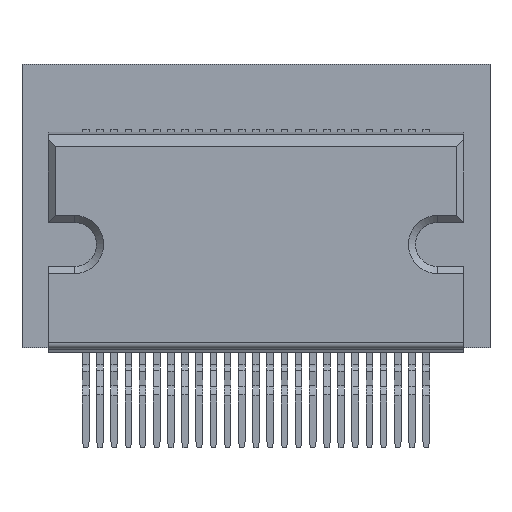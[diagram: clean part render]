
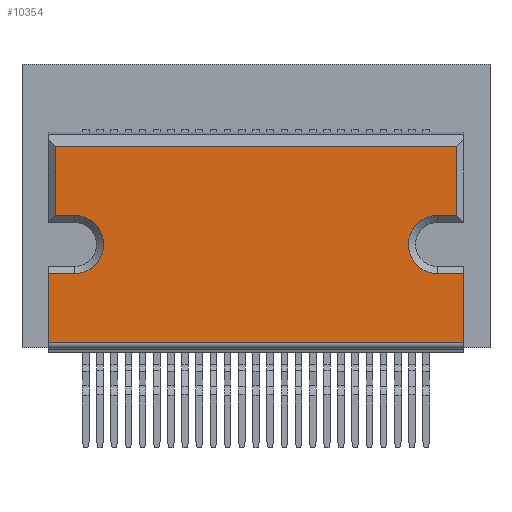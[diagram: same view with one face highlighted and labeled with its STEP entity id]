
A CAD part, front view. The second image highlights one B-rep face of the part: STEP entity #10354.
In plain terms, the highlighted planar face has unit normal (0, -1, 0).
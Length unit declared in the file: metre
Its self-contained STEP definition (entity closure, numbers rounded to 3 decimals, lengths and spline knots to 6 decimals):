
#317=CIRCLE('',#11272,0.00205);
#318=CIRCLE('',#11273,0.00205);
#1745=ORIENTED_EDGE('',*,*,#4195,.T.);
#1746=ORIENTED_EDGE('',*,*,#4219,.T.);
#1747=ORIENTED_EDGE('',*,*,#4220,.T.);
#1748=ORIENTED_EDGE('',*,*,#4221,.T.);
#1749=ORIENTED_EDGE('',*,*,#4222,.T.);
#1750=ORIENTED_EDGE('',*,*,#4223,.T.);
#1751=ORIENTED_EDGE('',*,*,#4224,.T.);
#1752=ORIENTED_EDGE('',*,*,#4225,.T.);
#1753=ORIENTED_EDGE('',*,*,#4226,.T.);
#1754=ORIENTED_EDGE('',*,*,#4227,.T.);
#1755=ORIENTED_EDGE('',*,*,#4201,.F.);
#1756=ORIENTED_EDGE('',*,*,#4228,.F.);
#4195=EDGE_CURVE('',#5528,#5527,#6569,.T.);
#4201=EDGE_CURVE('',#5532,#5533,#6573,.T.);
#4219=EDGE_CURVE('',#5527,#5547,#6587,.T.);
#4220=EDGE_CURVE('',#5547,#5548,#317,.F.);
#4221=EDGE_CURVE('',#5548,#5549,#6588,.T.);
#4222=EDGE_CURVE('',#5549,#5550,#6589,.T.);
#4223=EDGE_CURVE('',#5550,#5551,#6590,.T.);
#4224=EDGE_CURVE('',#5551,#5552,#6591,.T.);
#4225=EDGE_CURVE('',#5552,#5553,#6592,.T.);
#4226=EDGE_CURVE('',#5553,#5554,#318,.F.);
#4227=EDGE_CURVE('',#5554,#5533,#6593,.T.);
#4228=EDGE_CURVE('',#5528,#5532,#6594,.T.);
#5527=VERTEX_POINT('',#16137);
#5528=VERTEX_POINT('',#16139);
#5532=VERTEX_POINT('',#16150);
#5533=VERTEX_POINT('',#16151);
#5547=VERTEX_POINT('',#16185);
#5548=VERTEX_POINT('',#16187);
#5549=VERTEX_POINT('',#16189);
#5550=VERTEX_POINT('',#16191);
#5551=VERTEX_POINT('',#16193);
#5552=VERTEX_POINT('',#16195);
#5553=VERTEX_POINT('',#16197);
#5554=VERTEX_POINT('',#16199);
#6569=LINE('',#16138,#7809);
#6573=LINE('',#16149,#7813);
#6587=LINE('',#16184,#7827);
#6588=LINE('',#16188,#7828);
#6589=LINE('',#16190,#7829);
#6590=LINE('',#16192,#7830);
#6591=LINE('',#16194,#7831);
#6592=LINE('',#16196,#7832);
#6593=LINE('',#16200,#7833);
#6594=LINE('',#16201,#7834);
#7809=VECTOR('',#13033,1.);
#7813=VECTOR('',#13043,1.);
#7827=VECTOR('',#13069,1.);
#7828=VECTOR('',#13072,1.);
#7829=VECTOR('',#13073,1.);
#7830=VECTOR('',#13074,1.);
#7831=VECTOR('',#13075,1.);
#7832=VECTOR('',#13076,1.);
#7833=VECTOR('',#13079,1.);
#7834=VECTOR('',#13080,1.);
#8733=EDGE_LOOP('',(#1745,#1746,#1747,#1748,#1749,#1750,#1751,#1752,#1753,
#1754,#1755,#1756));
#9345=FACE_BOUND('',#8733,.T.);
#9855=PLANE('',#11271);
#10354=ADVANCED_FACE('',(#9345),#9855,.T.);
#11271=AXIS2_PLACEMENT_3D('',#16183,#13067,#13068);
#11272=AXIS2_PLACEMENT_3D('',#16186,#13070,#13071);
#11273=AXIS2_PLACEMENT_3D('',#16198,#13077,#13078);
#13033=DIRECTION('',(0.,0.,1.));
#13043=DIRECTION('',(0.,0.,1.));
#13067=DIRECTION('',(0.,-1.,0.));
#13068=DIRECTION('',(0.,0.,-1.));
#13069=DIRECTION('',(-1.,0.,0.));
#13070=DIRECTION('',(0.,-1.,0.));
#13071=DIRECTION('',(0.,0.,-1.));
#13072=DIRECTION('',(1.,0.,0.));
#13073=DIRECTION('',(0.,0.,1.));
#13074=DIRECTION('',(-1.,0.,0.));
#13075=DIRECTION('',(0.,0.,-1.));
#13076=DIRECTION('',(1.,0.,0.));
#13077=DIRECTION('',(0.,-1.,0.));
#13078=DIRECTION('',(0.,0.,-1.));
#13079=DIRECTION('',(-1.,0.,0.));
#13080=DIRECTION('',(-1.,0.,0.));
#16137=CARTESIAN_POINT('',(0.01465,-0.01137,0.018583));
#16138=CARTESIAN_POINT('',(0.01465,-0.01137,0.020633));
#16139=CARTESIAN_POINT('',(0.01465,-0.01137,0.013708));
#16149=CARTESIAN_POINT('',(-0.01465,-0.01137,0.020633));
#16150=CARTESIAN_POINT('',(-0.01465,-0.01137,0.013708));
#16151=CARTESIAN_POINT('',(-0.01465,-0.01137,0.018583));
#16183=CARTESIAN_POINT('',(0.01465,-0.01137,0.020633));
#16184=CARTESIAN_POINT('',(0.01465,-0.01137,0.018583));
#16185=CARTESIAN_POINT('',(0.0128,-0.01137,0.018583));
#16186=CARTESIAN_POINT('',(0.0128,-0.01137,0.020633));
#16187=CARTESIAN_POINT('',(0.0128,-0.01137,0.022683));
#16188=CARTESIAN_POINT('',(0.01465,-0.01137,0.022683));
#16189=CARTESIAN_POINT('',(0.01415,-0.01137,0.022683));
#16190=CARTESIAN_POINT('',(0.01415,-0.01137,0.020633));
#16191=CARTESIAN_POINT('',(0.01415,-0.01137,0.027558));
#16192=CARTESIAN_POINT('',(0.01465,-0.01137,0.027558));
#16193=CARTESIAN_POINT('',(-0.01415,-0.01137,0.027558));
#16194=CARTESIAN_POINT('',(-0.01415,-0.01137,0.022183));
#16195=CARTESIAN_POINT('',(-0.01415,-0.01137,0.022683));
#16196=CARTESIAN_POINT('',(0.01465,-0.01137,0.022683));
#16197=CARTESIAN_POINT('',(-0.0128,-0.01137,0.022683));
#16198=CARTESIAN_POINT('',(-0.0128,-0.01137,0.020633));
#16199=CARTESIAN_POINT('',(-0.0128,-0.01137,0.018583));
#16200=CARTESIAN_POINT('',(-0.01465,-0.01137,0.018583));
#16201=CARTESIAN_POINT('',(0.01465,-0.01137,0.013708));
